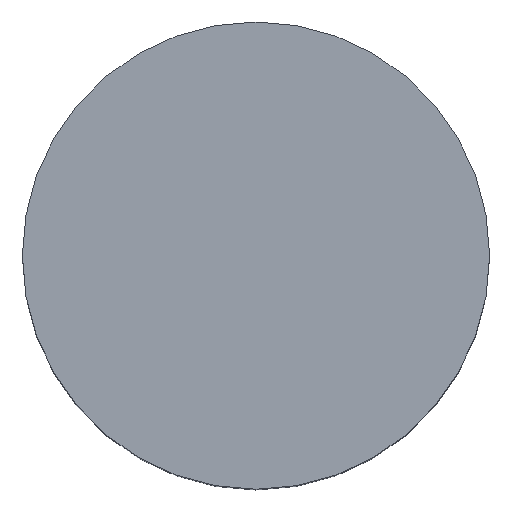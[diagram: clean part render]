
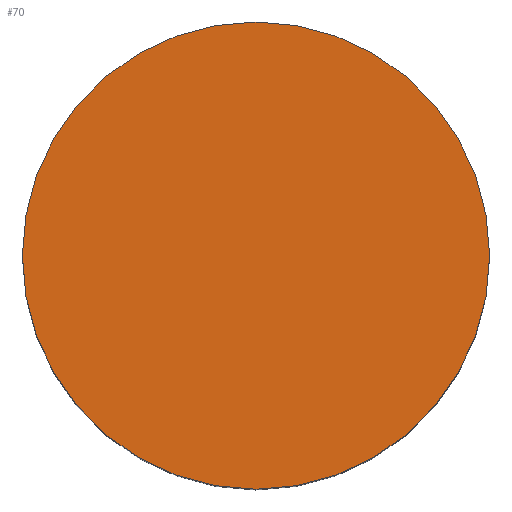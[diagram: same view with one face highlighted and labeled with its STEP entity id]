
A CAD part, top view. The second image highlights one B-rep face of the part: STEP entity #70.
In plain terms, the highlighted planar face has unit normal (0, 0, 1).
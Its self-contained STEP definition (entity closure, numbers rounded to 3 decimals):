
#24=FACE_OUTER_BOUND('',#28,.T.);
#28=EDGE_LOOP('',(#63,#64));
#33=CIRCLE('',#98,5.5);
#34=CIRCLE('',#99,5.5);
#39=VERTEX_POINT('',#138);
#40=VERTEX_POINT('',#139);
#46=EDGE_CURVE('',#39,#40,#33,.T.);
#47=EDGE_CURVE('',#40,#39,#34,.T.);
#63=ORIENTED_EDGE('',*,*,#46,.T.);
#64=ORIENTED_EDGE('',*,*,#47,.T.);
#66=PLANE('',#100);
#70=ADVANCED_FACE('',(#24),#66,.T.);
#98=AXIS2_PLACEMENT_3D('',#140,#118,#119);
#99=AXIS2_PLACEMENT_3D('',#141,#120,#121);
#100=AXIS2_PLACEMENT_3D('',#143,#123,#124);
#118=DIRECTION('center_axis',(0.,0.,1.));
#119=DIRECTION('ref_axis',(1.,0.,0.));
#120=DIRECTION('center_axis',(0.,0.,1.));
#121=DIRECTION('ref_axis',(1.,0.,0.));
#123=DIRECTION('center_axis',(0.,0.,1.));
#124=DIRECTION('ref_axis',(1.,0.,0.));
#138=CARTESIAN_POINT('',(5.5,0.,10.));
#139=CARTESIAN_POINT('',(-5.5,0.,10.));
#140=CARTESIAN_POINT('Origin',(0.,0.,10.));
#141=CARTESIAN_POINT('Origin',(0.,0.,10.));
#143=CARTESIAN_POINT('Origin',(0.,0.,10.));
